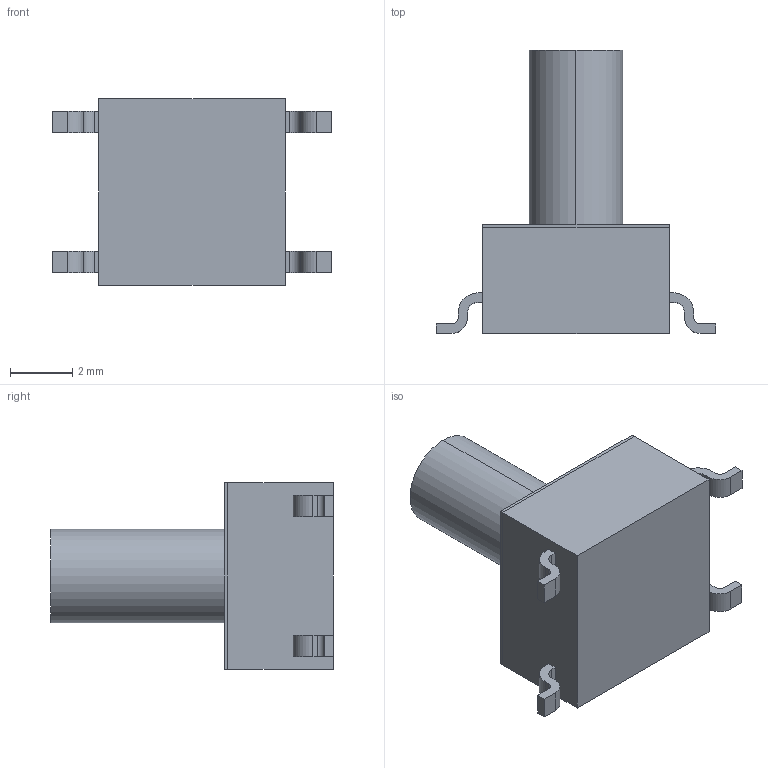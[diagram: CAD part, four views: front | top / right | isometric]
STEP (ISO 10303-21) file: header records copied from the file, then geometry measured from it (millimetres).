
FILE_DESCRIPTION (( 'STEP AP214' ), '1' );
FILE_NAME ('User Library-MJTP1138BTR.STEP', '2022-01-14T12:47:40', ( '' ), ( '' ), 'SwSTEP 2.0', 'SolidWorks 2021', '' );
FILE_SCHEMA (( 'AUTOMOTIVE_DESIGN' ));
Length unit declared in the file: millimetre
Products named in the file (1): User Library-MJTP1138BTR
Bounding box: 9 x 9.1 x 6 mm (x, y, z)
Volume: 167.4 mm3; surface area: 297.9 mm2
Topology: 2 solids, 2 shells, 67 faces, 174 edges, 116 vertices
Faces by surface type: plane 49, cylinder 18
Entity records: 2450 total; most frequent: CARTESIAN_POINT 358, ORIENTED_EDGE 348, DIRECTION 346, EDGE_CURVE 174, VECTOR 138, LINE 138, VERTEX_POINT 116, AXIS2_PLACEMENT_3D 104
